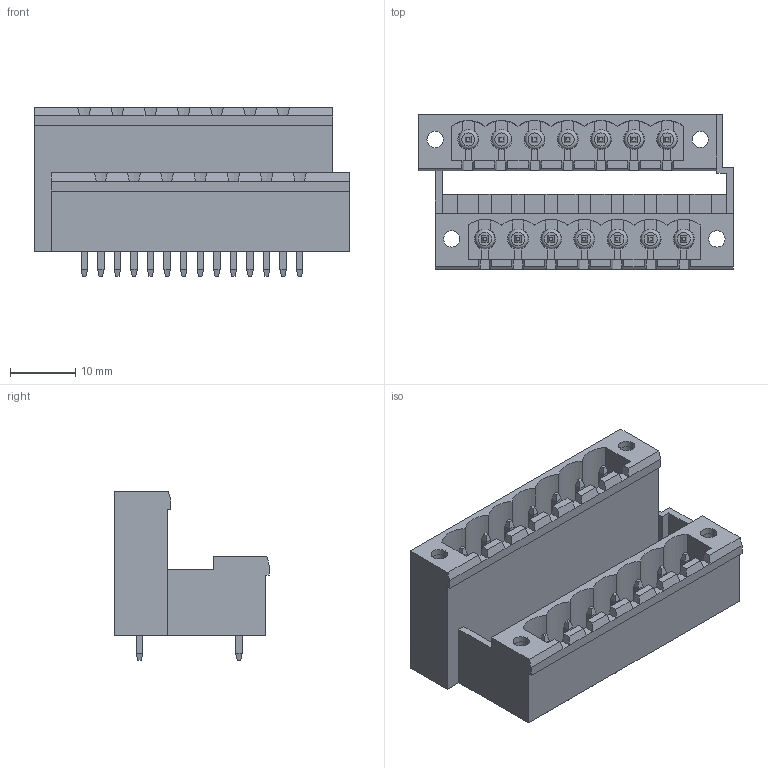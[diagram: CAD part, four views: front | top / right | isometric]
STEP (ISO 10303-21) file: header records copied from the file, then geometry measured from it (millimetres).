
FILE_DESCRIPTION( ( 'Unknown' ), '1' );
FILE_NAME( '691337500014.stp', 'Unknown', ( 'Unknown' ), ( 'Unknown' ), 'PSStep 15.0.49', 'Unknown', ' ' );
FILE_SCHEMA( ( 'AUTOMOTIVE_DESIGN { 1 0 10303 214 1 1 1 1 }' ) );
Length unit declared in the file: millimetre
Products named in the file (5): Assem1; 6913375000xx_PIN Longue; 6913375000xx_PIN Courte; 691336500014; 6913375000xx_INSERT
Assembly tree (19 placements, depth 2):
  Assem1
    6913375000xx_PIN Longue  x7
    6913375000xx_PIN Courte  x7
    691336500014
    6913375000xx_INSERT  x4
Bounding box: 48.26 x 23.7 x 25.9 mm (x, y, z)
Volume: 6851.4 mm3; surface area: 13633.6 mm2
Topology: 19 solids, 19 shells, 823 faces, 2205 edges, 1421 vertices
Faces by surface type: plane 733, cylinder 68, torus 22
Full cylindrical faces by diameter (mm): 1.45 x4, 2.5 x8, 2.997 x7, 3 x7
Entity records: 25271 total; most frequent: CARTESIAN_POINT 3798, ORIENTED_EDGE 3478, DIRECTION 3185, EDGE_CURVE 1739, LINE 1553, VECTOR 1553, VERTEX_POINT 1165, AXIS2_PLACEMENT_3D 816
